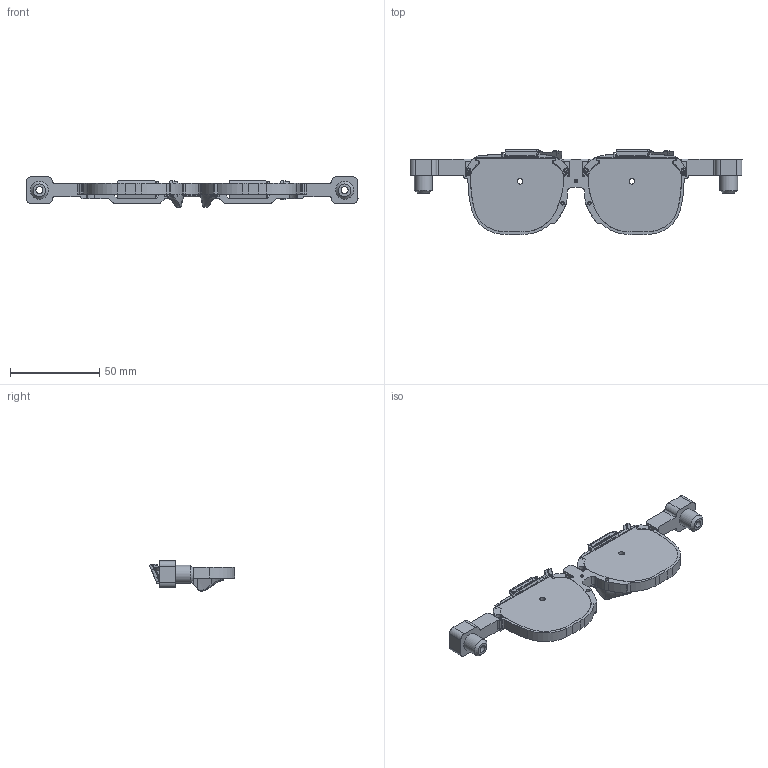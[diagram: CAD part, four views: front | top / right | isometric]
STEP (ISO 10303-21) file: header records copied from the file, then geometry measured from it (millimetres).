
FILE_DESCRIPTION(/* description */ (''),/* implementation_level */ '2;1');
FILE_NAME(/* name */ 'Glasses v3.step',/* time_stamp */ '2025-06-16T07:20:11+09:00',/* author */ (''),/* organization */ (''),/* preprocessor_version */ 'ST-DEVELOPER v20.1',/* originating_system */ 'Autodesk Translation Framework v14.10.0.0',/* authorisation */ '');
FILE_SCHEMA (('AUTOMOTIVE_DESIGN { 1 0 10303 214 3 1 1 }'));
Length unit declared in the file: millimetre
Products named in the file (15): Glasses; Right Module_Concept_R06; Frame SUBA^Right Module_Concept_R06; B40 Right Frame R06_Á¤Ä¡¼öÈ
­; B40 Right Lens_°¡¾È_220805; Left Module Concept_R06_Á¤Ä¡¼öÈ­_Hold
er 1.5mm Offset_stp; Frame SUBA^Left Module Concept_R06_Á¤Ä¡¼öÈ
­_Holder 1.5mm Offset_stp; B40 Left Frame R06_Á¤Ä¡¼öÈ
­_stp; Left Lens; Display SUBA (Fix)_1; »çº» 348 Left Holder^»çº» Left Displa
y SUBA_Left Module_Concept_R01_1; ECX348ENA_211213_1; B40 EV KIT IPD63_R00; CES_NOSE_PAD_IPD63; CSPPN1-STC-M2-5_CSPPN1-STC-M2-5
Assembly tree (18 placements, depth 4):
  Glasses
    Right Module_Concept_R06
      Frame SUBA^Right Module_Concept_R06
        B40 Right Frame R06_Á¤Ä¡¼öÈ
­
        B40 Right Lens_°¡¾È_220805
      Display SUBA (Fix)_1
        »çº» 348 Left Holder^»çº» Left Displa
y SUBA_Left Module_Concept_R01_1
        ECX348ENA_211213_1
    Left Module Concept_R06_Á¤Ä¡¼öÈ­_Hold
er 1.5mm Offset_stp
      Frame SUBA^Left Module Concept_R06_Á¤Ä¡¼öÈ
­_Holder 1.5mm Offset_stp
        B40 Left Frame R06_Á¤Ä¡¼öÈ
­_stp
        Left Lens
      Display SUBA (Fix)_1
        »çº» 348 Left Holder^»çº» Left Displa
y SUBA_Left Module_Concept_R01_1
        ECX348ENA_211213_1
    B40 EV KIT IPD63_R00
    CES_NOSE_PAD_IPD63
    CSPPN1-STC-M2-5_CSPPN1-STC-M2-5  x4
Bounding box: 186.2 x 47.8 x 16.99 mm (x, y, z)
Volume: 34543 mm3; surface area: 26009.3 mm2
Topology: 28 solids, 28 shells, 1225 faces, 3351 edges, 2167 vertices
Faces by surface type: plane 724, cylinder 320, bspline 128, cone 47, torus 4, sphere 2
Full cylindrical faces by diameter (mm): 2 x14, 2.05 x6, 3.076 x2, 4 x2, 10 x4
Entity records: 41955 total; most frequent: CARTESIAN_POINT 16269, ORIENTED_EDGE 5466, DIRECTION 5077, EDGE_CURVE 2733, LINE 1857, VECTOR 1857, VERTEX_POINT 1773, AXIS2_PLACEMENT_3D 1610
